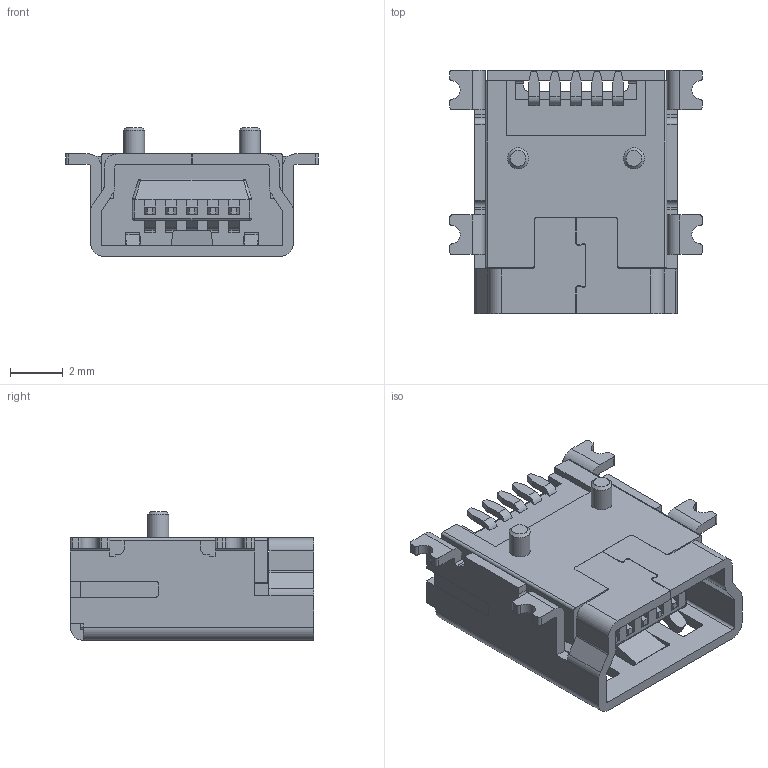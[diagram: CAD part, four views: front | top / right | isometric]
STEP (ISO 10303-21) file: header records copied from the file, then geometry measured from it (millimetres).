
FILE_DESCRIPTION( ( 'Unknown' ), '1' );
FILE_NAME( '65100516121.stp', 'Unknown', ( 'Unknown' ), ( 'Unknown' ), 'PSStep 17.0.49', 'Unknown', ' ' );
FILE_SCHEMA( ( 'AUTOMOTIVE_DESIGN { 1 0 10303 214 1 1 1 1 }' ) );
Length unit declared in the file: millimetre
Products named in the file (4): Assem1; Shielding; Insulator; Pin_1
Assembly tree (7 placements, depth 2):
  Assem1
    Shielding
    Insulator
    Pin_1  x5
Bounding box: 9.6 x 9.25 x 4.9 mm (x, y, z)
Volume: 142 mm3; surface area: 762.4 mm2
Topology: 7 solids, 7 shells, 606 faces, 1703 edges, 1088 vertices
Faces by surface type: plane 389, cylinder 191, bspline 18, sphere 6, cone 2
Full cylindrical faces by diameter (mm): 0.8 x2
Entity records: 19485 total; most frequent: CARTESIAN_POINT 3391, ORIENTED_EDGE 2650, DIRECTION 2469, EDGE_CURVE 1325, LINE 989, VECTOR 989, VERTEX_POINT 846, AXIS2_PLACEMENT_3D 740
